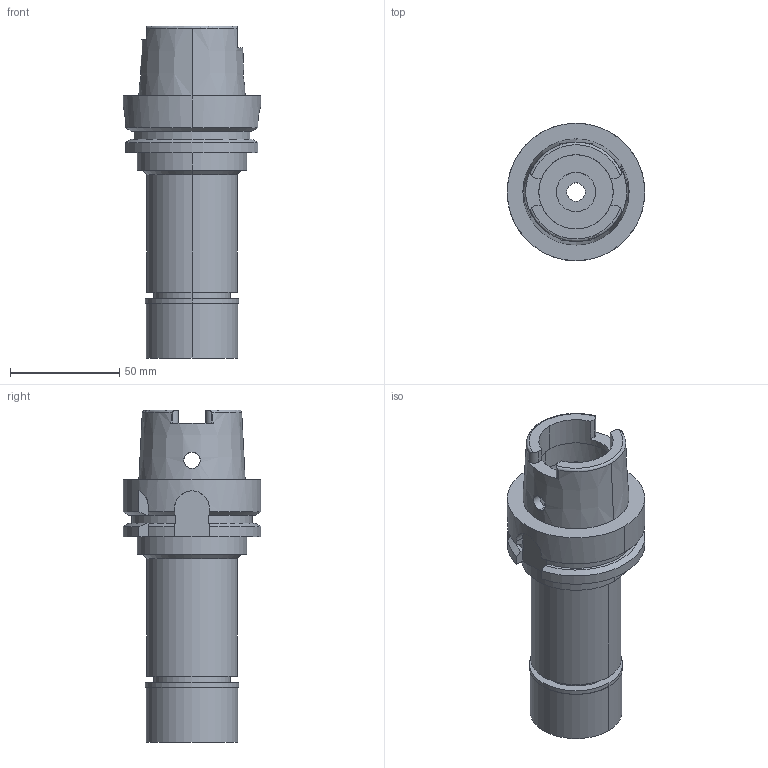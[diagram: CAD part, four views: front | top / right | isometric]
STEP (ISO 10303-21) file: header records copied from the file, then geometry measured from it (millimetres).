
FILE_DESCRIPTION((''),'2;1');
FILE_NAME('HA63MN16120-160_ASM','2017-11-01T',('ykawabe'),(''),'CREO PARAMETRIC BY PTC INC, 2016380','CREO PARAMETRIC BY PTC INC, 2016380','');
FILE_SCHEMA(('AUTOMOTIVE_DESIGN { 1 0 10303 214 1 1 1 1 }'));
Length unit declared in the file: millimetre
Products named in the file (5): HSK-A63-MEGA16N-120_1; NBC16-16_1; MGN16_1; DXF_TEMP_ASSY_ASM_4_ASM; HA63MN16120-160_ASM
Assembly tree (4 placements, depth 3):
  HA63MN16120-160_ASM
    DXF_TEMP_ASSY_ASM_4_ASM
      HSK-A63-MEGA16N-120_1
      NBC16-16_1
      MGN16_1
Bounding box: 63 x 63 x 152 mm (x, y, z)
Volume: 191116 mm3; surface area: 50681.6 mm2
Topology: 3 solids, 3 shells, 142 faces, 365 edges, 243 vertices
Faces by surface type: cylinder 63, plane 53, cone 22, torus 4
Entity records: 6580 total; most frequent: CARTESIAN_POINT 1081, DIRECTION 828, ORIENTED_EDGE 730, PRESENTATION_STYLE_ASSIGNMENT 373, STYLED_ITEM 373, CURVE_STYLE 370, EDGE_CURVE 365, AXIS2_PLACEMENT_3D 338
